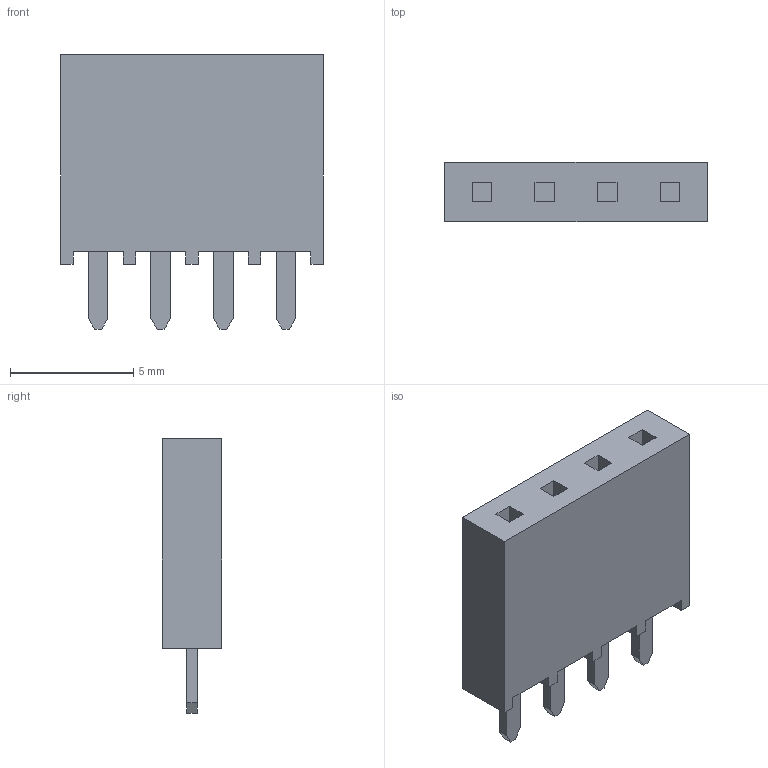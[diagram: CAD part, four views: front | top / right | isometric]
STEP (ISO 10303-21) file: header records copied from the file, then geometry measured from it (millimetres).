
FILE_DESCRIPTION(/* description */ (''),/* implementation_level */ '2;1');
FILE_NAME(/* name */ 'SSW-104-01-G-S.step',/* time_stamp */ '2024-07-12T22:28:01-04:00',/* author */ (''),/* organization */ (''),/* preprocessor_version */ 'ST-DEVELOPER v20',/* originating_system */ 'Autodesk Translation Framework v13.14.0.145',/* authorisation */ '');
FILE_SCHEMA (('AUTOMOTIVE_DESIGN { 1 0 10303 214 3 1 1 }'));
Length unit declared in the file: millimetre
Products named in the file (4): (Unsaved); SSW-104-01-G-S v1; T1SSW-104-01-G-S; P2SSW-104-01-G-S
Assembly tree (3 placements, depth 3):
  (Unsaved)
    SSW-104-01-G-S v1
      T1SSW-104-01-G-S
      P2SSW-104-01-G-S
Bounding box: 10.67 x 2.41 x 11.15 mm (x, y, z)
Volume: 194.9 mm3; surface area: 427.3 mm2
Topology: 2 solids, 2 shells, 72 faces, 192 edges, 128 vertices
Faces by surface type: plane 72
Entity records: 2331 total; most frequent: CARTESIAN_POINT 399, ORIENTED_EDGE 384, DIRECTION 350, LINE 192, VECTOR 192, EDGE_CURVE 192, VERTEX_POINT 128, EDGE_LOOP 84
